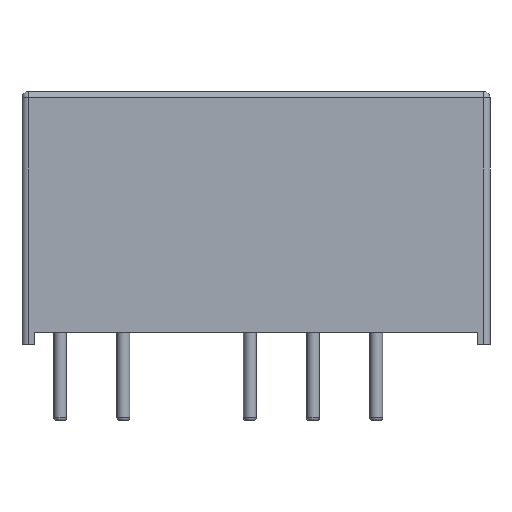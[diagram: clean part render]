
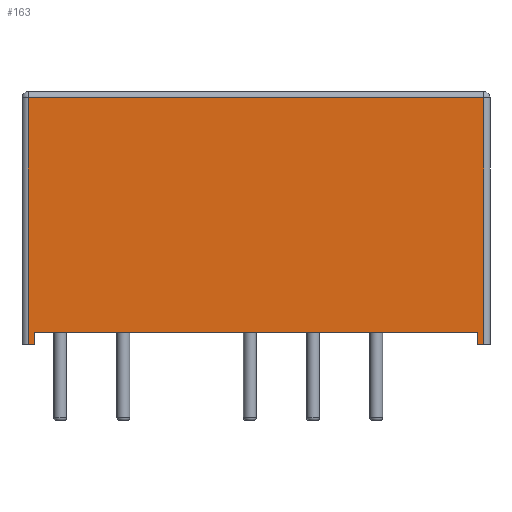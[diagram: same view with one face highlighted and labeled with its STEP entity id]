
A CAD part, left-side view. The second image highlights one B-rep face of the part: STEP entity #163.
In plain terms, the highlighted planar face has unit normal (-1, 0, 0).
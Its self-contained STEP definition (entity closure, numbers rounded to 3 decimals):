
#54 = EDGE_CURVE('',#55,#57,#59,.T.);
#55 = VERTEX_POINT('',#56);
#56 = CARTESIAN_POINT('',(-4.19,-16.77,0.51));
#57 = VERTEX_POINT('',#58);
#58 = CARTESIAN_POINT('',(-4.19,1.03,0.51));
#59 = LINE('',#60,#61);
#60 = CARTESIAN_POINT('',(-4.19,-16.77,0.51));
#61 = VECTOR('',#62,1.);
#62 = DIRECTION('',(0.,1.,0.));
#163 = ADVANCED_FACE('',(#164),#221,.T.);
#164 = FACE_BOUND('',#165,.T.);
#165 = EDGE_LOOP('',(#166,#176,#184,#190,#191,#199,#207,#215));
#166 = ORIENTED_EDGE('',*,*,#167,.F.);
#167 = EDGE_CURVE('',#168,#170,#172,.T.);
#168 = VERTEX_POINT('',#169);
#169 = CARTESIAN_POINT('',(-4.19,1.28,0.01));
#170 = VERTEX_POINT('',#171);
#171 = CARTESIAN_POINT('',(-4.19,1.28,9.92));
#172 = LINE('',#173,#174);
#173 = CARTESIAN_POINT('',(-4.19,1.28,0.01));
#174 = VECTOR('',#175,1.);
#175 = DIRECTION('',(0.,0.,1.));
#176 = ORIENTED_EDGE('',*,*,#177,.F.);
#177 = EDGE_CURVE('',#178,#168,#180,.T.);
#178 = VERTEX_POINT('',#179);
#179 = CARTESIAN_POINT('',(-4.19,1.03,0.01));
#180 = LINE('',#181,#182);
#181 = CARTESIAN_POINT('',(-4.19,-17.27,0.01));
#182 = VECTOR('',#183,1.);
#183 = DIRECTION('',(0.,1.,0.));
#184 = ORIENTED_EDGE('',*,*,#185,.T.);
#185 = EDGE_CURVE('',#178,#57,#186,.T.);
#186 = LINE('',#187,#188);
#187 = CARTESIAN_POINT('',(-4.19,1.03,0.01));
#188 = VECTOR('',#189,1.);
#189 = DIRECTION('',(0.,0.,1.));
#190 = ORIENTED_EDGE('',*,*,#54,.F.);
#191 = ORIENTED_EDGE('',*,*,#192,.F.);
#192 = EDGE_CURVE('',#193,#55,#195,.T.);
#193 = VERTEX_POINT('',#194);
#194 = CARTESIAN_POINT('',(-4.19,-16.77,0.01));
#195 = LINE('',#196,#197);
#196 = CARTESIAN_POINT('',(-4.19,-16.77,0.01));
#197 = VECTOR('',#198,1.);
#198 = DIRECTION('',(0.,0.,1.));
#199 = ORIENTED_EDGE('',*,*,#200,.F.);
#200 = EDGE_CURVE('',#201,#193,#203,.T.);
#201 = VERTEX_POINT('',#202);
#202 = CARTESIAN_POINT('',(-4.19,-17.02,0.01));
#203 = LINE('',#204,#205);
#204 = CARTESIAN_POINT('',(-4.19,-17.27,0.01));
#205 = VECTOR('',#206,1.);
#206 = DIRECTION('',(0.,1.,0.));
#207 = ORIENTED_EDGE('',*,*,#208,.T.);
#208 = EDGE_CURVE('',#201,#209,#211,.T.);
#209 = VERTEX_POINT('',#210);
#210 = CARTESIAN_POINT('',(-4.19,-17.02,9.92));
#211 = LINE('',#212,#213);
#212 = CARTESIAN_POINT('',(-4.19,-17.02,0.01));
#213 = VECTOR('',#214,1.);
#214 = DIRECTION('',(0.,0.,1.));
#215 = ORIENTED_EDGE('',*,*,#216,.T.);
#216 = EDGE_CURVE('',#209,#170,#217,.T.);
#217 = LINE('',#218,#219);
#218 = CARTESIAN_POINT('',(-4.19,-17.02,9.92));
#219 = VECTOR('',#220,1.);
#220 = DIRECTION('',(0.,1.,0.));
#221 = PLANE('',#222);
#222 = AXIS2_PLACEMENT_3D('',#223,#224,#225);
#223 = CARTESIAN_POINT('',(-4.19,-17.27,0.01));
#224 = DIRECTION('',(-1.,0.,0.));
#225 = DIRECTION('',(0.,1.,0.));
